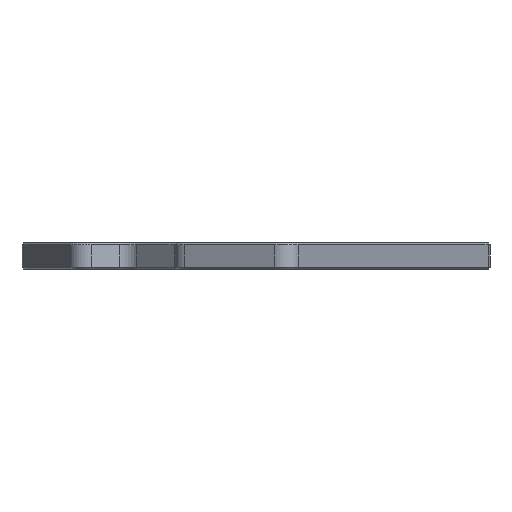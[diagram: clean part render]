
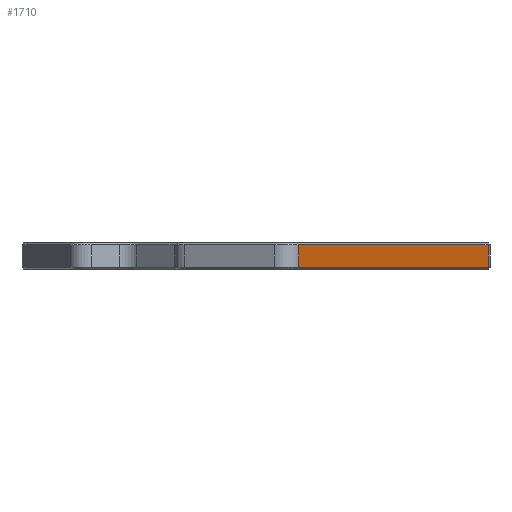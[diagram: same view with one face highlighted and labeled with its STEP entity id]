
A CAD part, front view. The second image highlights one B-rep face of the part: STEP entity #1710.
In plain terms, the highlighted planar face has unit normal (0.887, -0.461, 0).
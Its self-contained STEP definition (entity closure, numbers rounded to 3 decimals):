
#54=PLANE('',#1900);
#145=FACE_OUTER_BOUND('',#268,.T.);
#268=EDGE_LOOP('',(#1376,#1377,#1378,#1379));
#398=LINE('',#2779,#562);
#426=LINE('',#2852,#590);
#427=LINE('',#2856,#591);
#428=LINE('',#2857,#592);
#562=VECTOR('',#2195,10.);
#590=VECTOR('',#2277,10.);
#591=VECTOR('',#2282,10.);
#592=VECTOR('',#2283,10.);
#873=VERTEX_POINT('',#2773);
#874=VERTEX_POINT('',#2777);
#892=VERTEX_POINT('',#2851);
#893=VERTEX_POINT('',#2855);
#1035=EDGE_CURVE('',#873,#874,#398,.T.);
#1071=EDGE_CURVE('',#892,#874,#426,.T.);
#1073=EDGE_CURVE('',#893,#873,#427,.T.);
#1074=EDGE_CURVE('',#892,#893,#428,.T.);
#1376=ORIENTED_EDGE('',*,*,#1035,.F.);
#1377=ORIENTED_EDGE('',*,*,#1073,.F.);
#1378=ORIENTED_EDGE('',*,*,#1074,.F.);
#1379=ORIENTED_EDGE('',*,*,#1071,.T.);
#1710=ADVANCED_FACE('',(#145),#54,.T.);
#1900=AXIS2_PLACEMENT_3D('',#2854,#2280,#2281);
#2195=DIRECTION('',(-0.461,-0.887,0.));
#2277=DIRECTION('',(0.,0.,-1.));
#2280=DIRECTION('center_axis',(0.887,-0.461,0.));
#2281=DIRECTION('ref_axis',(-0.461,-0.887,0.));
#2282=DIRECTION('',(0.,0.,-1.));
#2283=DIRECTION('',(0.461,0.887,0.));
#2773=CARTESIAN_POINT('',(157.585,147.342,-1.8));
#2777=CARTESIAN_POINT('',(136.095,105.957,-1.8));
#2779=CARTESIAN_POINT('',(151.532,135.685,-1.8));
#2851=CARTESIAN_POINT('',(136.095,105.957,0.8));
#2852=CARTESIAN_POINT('',(136.095,105.957,1.));
#2854=CARTESIAN_POINT('Origin',(157.585,147.342,1.));
#2855=CARTESIAN_POINT('',(157.585,147.342,0.8));
#2856=CARTESIAN_POINT('',(157.585,147.342,1.));
#2857=CARTESIAN_POINT('',(151.532,135.685,0.8));
